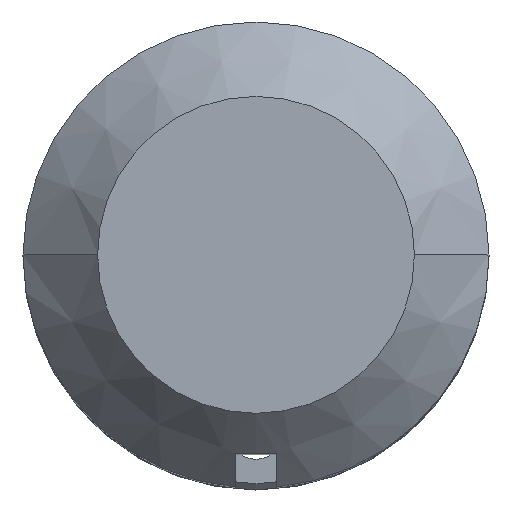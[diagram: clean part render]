
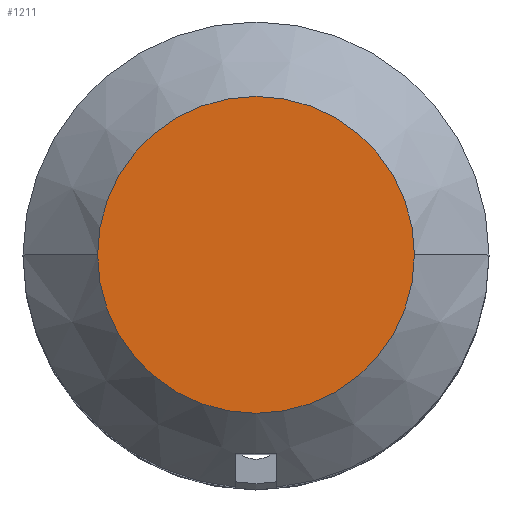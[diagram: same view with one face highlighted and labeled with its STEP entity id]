
A CAD part, top view. The second image highlights one B-rep face of the part: STEP entity #1211.
In plain terms, the highlighted planar face has unit normal (0, 0, 1).
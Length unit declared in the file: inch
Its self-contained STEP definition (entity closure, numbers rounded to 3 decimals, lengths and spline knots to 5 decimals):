
#32 = ORIENTED_EDGE ( 'NONE', *, *, #1221, .T. ) ;
#242 = PLANE ( 'NONE',  #1359 ) ;
#296 = CARTESIAN_POINT ( 'NONE',  ( -0.255, 0., 0. ) ) ;
#336 = CIRCLE ( 'NONE', #715, 0.255 ) ;
#410 = DIRECTION ( 'NONE',  ( 1., 0., 0. ) ) ;
#432 = EDGE_CURVE ( 'NONE', #2033, #1388, #1089, .T. ) ;
#581 = FACE_OUTER_BOUND ( 'NONE', #656, .T. ) ;
#595 = CARTESIAN_POINT ( 'NONE',  ( 0., 0., 0. ) ) ;
#602 = CARTESIAN_POINT ( 'NONE',  ( 0.375, 0., 0. ) ) ;
#656 = EDGE_LOOP ( 'NONE', ( #32, #1192 ) ) ;
#715 = AXIS2_PLACEMENT_3D ( 'NONE', #595, #1834, #410 ) ;
#799 = CARTESIAN_POINT ( 'NONE',  ( 0., 0., 0. ) ) ;
#944 = DIRECTION ( 'NONE',  ( 1., 0., 0. ) ) ;
#1089 = CIRCLE ( 'NONE', #1988, 0.255 ) ;
#1141 = DIRECTION ( 'NONE',  ( 0., 0., 1. ) ) ;
#1142 = DIRECTION ( 'NONE',  ( 1., 0., 0. ) ) ;
#1192 = ORIENTED_EDGE ( 'NONE', *, *, #432, .T. ) ;
#1211 = ADVANCED_FACE ( 'NONE', ( #581 ), #242, .T. ) ;
#1221 = EDGE_CURVE ( 'NONE', #1388, #2033, #336, .T. ) ;
#1297 = CARTESIAN_POINT ( 'NONE',  ( 0.255, 0., 0. ) ) ;
#1359 = AXIS2_PLACEMENT_3D ( 'NONE', #602, #1141, #944 ) ;
#1388 = VERTEX_POINT ( 'NONE', #296 ) ;
#1511 = DIRECTION ( 'NONE',  ( 0., 0., 1. ) ) ;
#1834 = DIRECTION ( 'NONE',  ( 0., 0., 1. ) ) ;
#1988 = AXIS2_PLACEMENT_3D ( 'NONE', #799, #1511, #1142 ) ;
#2033 = VERTEX_POINT ( 'NONE', #1297 ) ;
